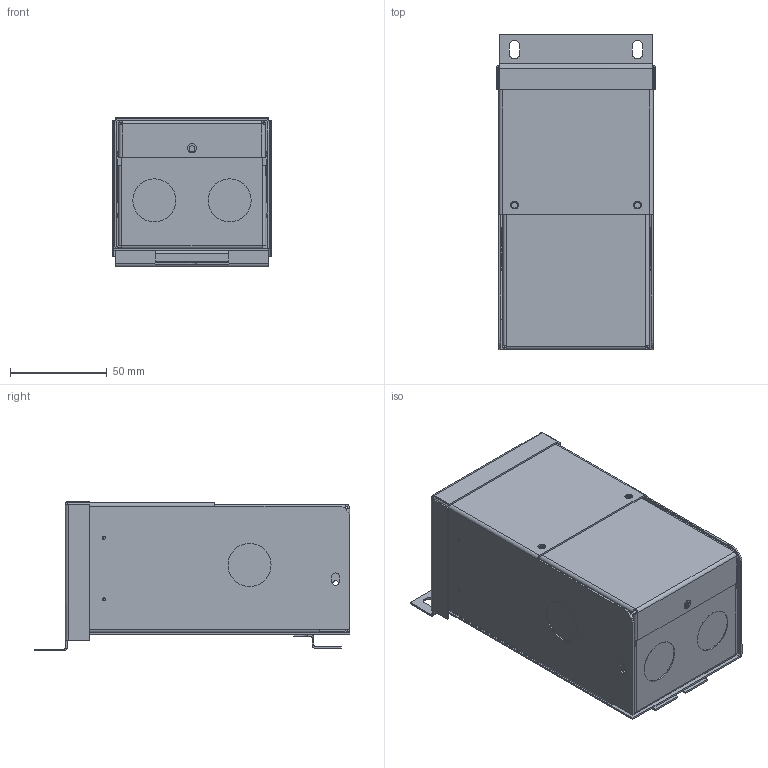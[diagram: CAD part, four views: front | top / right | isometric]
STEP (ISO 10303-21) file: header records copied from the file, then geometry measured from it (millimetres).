
FILE_DESCRIPTION (( 'STEP AP214' ), '1' );
FILE_NAME ('T181047.STEP', '2017-10-31T18:19:28', ( '' ), ( '' ), 'SwSTEP 2.0', 'SolidWorks 2017', '' );
FILE_SCHEMA (( 'AUTOMOTIVE_DESIGN' ));
Length unit declared in the file: inch
Products named in the file (7): A  1-701214-; A  1-701213-; T181047; A  1-701216-; A  1-701212-; A   -701372-
Assembly tree (6 placements, depth 3):
  T181047
    A  1-701212-
      A  1-701212-
      A  1-701213-
    A   -701372-
    A  1-701214-
    A  1-701216-
Bounding box: 82.55 x 163.07 x 77.47 mm (x, y, z)
Volume: 58507.7 mm3; surface area: 131001.1 mm2
Topology: 5 solids, 5 shells, 302 faces, 664 edges, 392 vertices
Faces by surface type: plane 158, cylinder 116, sphere 16, bspline 12
Entity records: 9078 total; most frequent: CARTESIAN_POINT 2036, DIRECTION 1456, ORIENTED_EDGE 1328, EDGE_CURVE 664, AXIS2_PLACEMENT_3D 516, VECTOR 424, LINE 424, VERTEX_POINT 392
